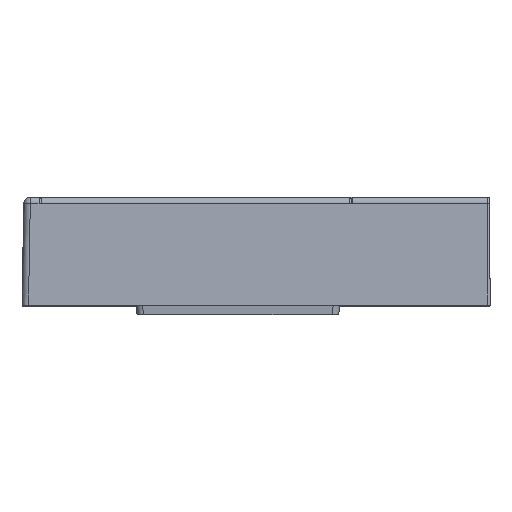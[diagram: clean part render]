
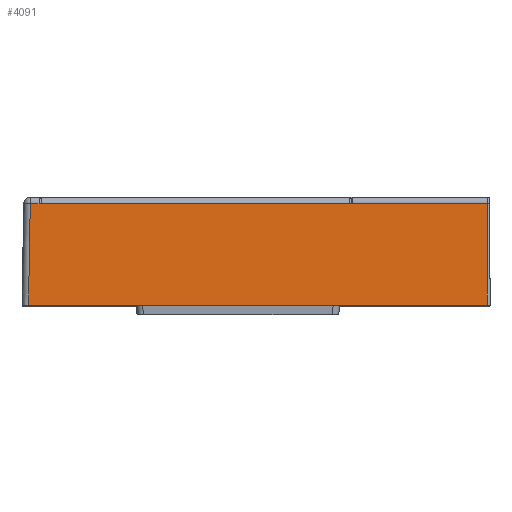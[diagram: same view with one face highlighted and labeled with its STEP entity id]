
A CAD part, top view. The second image highlights one B-rep face of the part: STEP entity #4091.
In plain terms, the highlighted planar face has unit normal (0, 0.018, 1).
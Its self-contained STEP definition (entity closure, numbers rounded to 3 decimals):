
#103 = LINE ( 'NONE', #1869, #739 ) ;
#170 = DIRECTION ( 'NONE',  ( 1., 0., 0. ) ) ;
#240 = ORIENTED_EDGE ( 'NONE', *, *, #4397, .T. ) ;
#354 = VECTOR ( 'NONE', #170, 1000. ) ;
#469 = DIRECTION ( 'NONE',  ( -1., 0., 0. ) ) ;
#558 = CARTESIAN_POINT ( 'NONE',  ( -152.229, 77.953, 248.639 ) ) ;
#739 = VECTOR ( 'NONE', #3635, 1000. ) ;
#756 = VECTOR ( 'NONE', #4344, 1000. ) ;
#772 = ORIENTED_EDGE ( 'NONE', *, *, #2254, .T. ) ;
#799 = LINE ( 'NONE', #2577, #756 ) ;
#880 = CARTESIAN_POINT ( 'NONE',  ( -150.849, 77.886, 248.641 ) ) ;
#959 = LINE ( 'NONE', #2748, #3189 ) ;
#1024 = ORIENTED_EDGE ( 'NONE', *, *, #3582, .T. ) ;
#1054 = ORIENTED_EDGE ( 'NONE', *, *, #5325, .T. ) ;
#1096 = ORIENTED_EDGE ( 'NONE', *, *, #4386, .T. ) ;
#1103 = VERTEX_POINT ( 'NONE', #4498 ) ;
#1333 = CARTESIAN_POINT ( 'NONE',  ( 86.778, 77.886, 248.641 ) ) ;
#1350 = CARTESIAN_POINT ( 'NONE',  ( -166.051, 0., 250. ) ) ;
#1541 = VERTEX_POINT ( 'NONE', #880 ) ;
#1748 = CARTESIAN_POINT ( 'NONE',  ( 191.949, 0., 250. ) ) ;
#1869 = CARTESIAN_POINT ( 'NONE',  ( -161.054, -0.087, 250.002 ) ) ;
#1878 = CARTESIAN_POINT ( 'NONE',  ( 191.949, 0., 250. ) ) ;
#1980 = VERTEX_POINT ( 'NONE', #4712 ) ;
#1993 = VECTOR ( 'NONE', #3512, 1000. ) ;
#2208 = ORIENTED_EDGE ( 'NONE', *, *, #3682, .T. ) ;
#2254 = EDGE_CURVE ( 'NONE', #3398, #4698, #2387, .T. ) ;
#2334 = CARTESIAN_POINT ( 'NONE',  ( -152.943, 78.087, 248.637 ) ) ;
#2387 = LINE ( 'NONE', #4155, #354 ) ;
#2502 = CARTESIAN_POINT ( 'NONE',  ( -161.052, 0., 250. ) ) ;
#2577 = CARTESIAN_POINT ( 'NONE',  ( -164.602, 78.087, 248.637 ) ) ;
#2690 = LINE ( 'NONE', #4455, #4226 ) ;
#2748 = CARTESIAN_POINT ( 'NONE',  ( -164.602, 78.087, 248.637 ) ) ;
#2778 = CARTESIAN_POINT ( 'NONE',  ( -150.849, 77.886, 248.641 ) ) ;
#2864 = VERTEX_POINT ( 'NONE', #4193 ) ;
#2901 = VERTEX_POINT ( 'NONE', #2926 ) ;
#2926 = CARTESIAN_POINT ( 'NONE',  ( 87.965, 78.087, 248.637 ) ) ;
#3001 = EDGE_CURVE ( 'NONE', #5551, #1980, #799, .T. ) ;
#3124 = CARTESIAN_POINT ( 'NONE',  ( 86.181, 77.886, 248.641 ) ) ;
#3139 = DIRECTION ( 'NONE',  ( 0., 0.017, 1. ) ) ;
#3189 = VECTOR ( 'NONE', #4514, 1000. ) ;
#3398 = VERTEX_POINT ( 'NONE', #2502 ) ;
#3512 = DIRECTION ( 'NONE',  ( 0., 1., -0.017 ) ) ;
#3544 = CARTESIAN_POINT ( 'NONE',  ( 87.965, 78.087, 248.637 ) ) ;
#3563 = FACE_OUTER_BOUND ( 'NONE', #4673, .T. ) ;
#3582 = EDGE_CURVE ( 'NONE', #2901, #1103, #5332, .T. ) ;
#3635 = DIRECTION ( 'NONE',  ( -0.017, -1., 0.017 ) ) ;
#3682 = EDGE_CURVE ( 'NONE', #1980, #3398, #103, .T. ) ;
#3714 = ORIENTED_EDGE ( 'NONE', *, *, #5367, .T. ) ;
#4091 = ADVANCED_FACE ( 'NONE', ( #3563 ), #5369, .T. ) ;
#4155 = CARTESIAN_POINT ( 'NONE',  ( -166.051, 0., 250. ) ) ;
#4193 = CARTESIAN_POINT ( 'NONE',  ( 191.949, 78.087, 248.637 ) ) ;
#4226 = VECTOR ( 'NONE', #469, 1000. ) ;
#4344 = DIRECTION ( 'NONE',  ( -1., 0., 0. ) ) ;
#4386 = EDGE_CURVE ( 'NONE', #2864, #2901, #959, .T. ) ;
#4397 = EDGE_CURVE ( 'NONE', #1541, #5551, #5709, .T. ) ;
#4455 = CARTESIAN_POINT ( 'NONE',  ( -166.051, 77.886, 248.641 ) ) ;
#4498 = CARTESIAN_POINT ( 'NONE',  ( 86.181, 77.886, 248.641 ) ) ;
#4514 = DIRECTION ( 'NONE',  ( -1., 0., 0. ) ) ;
#4543 = CARTESIAN_POINT ( 'NONE',  ( -151.529, 77.886, 248.641 ) ) ;
#4673 = EDGE_LOOP ( 'NONE', ( #772, #1054, #1096, #1024, #3714, #240, #4819, #2208 ) ) ;
#4698 = VERTEX_POINT ( 'NONE', #1878 ) ;
#4712 = CARTESIAN_POINT ( 'NONE',  ( -159.689, 78.087, 248.637 ) ) ;
#4819 = ORIENTED_EDGE ( 'NONE', *, *, #3001, .T. ) ;
#4920 = DIRECTION ( 'NONE',  ( 0., -1., 0.017 ) ) ;
#5325 = EDGE_CURVE ( 'NONE', #4698, #2864, #5755, .T. ) ;
#5332 =( BOUNDED_CURVE ( )  B_SPLINE_CURVE ( 3, ( #3544, #5351, #1333, #3124 ),
 .UNSPECIFIED., .F., .T. ) 
 B_SPLINE_CURVE_WITH_KNOTS ( ( 4, 4 ),
 ( 2.92, 3.099 ),
 .UNSPECIFIED. ) 
 CURVE ( )  GEOMETRIC_REPRESENTATION_ITEM ( )  RATIONAL_B_SPLINE_CURVE ( ( 1., 0.997, 0.997, 1. ) ) 
 REPRESENTATION_ITEM ( '' )  );
#5351 = CARTESIAN_POINT ( 'NONE',  ( 87.374, 77.953, 248.639 ) ) ;
#5367 = EDGE_CURVE ( 'NONE', #1103, #1541, #2690, .T. ) ;
#5369 = PLANE ( 'NONE',  #5737 ) ;
#5544 = CARTESIAN_POINT ( 'NONE',  ( -152.943, 78.087, 248.637 ) ) ;
#5551 = VERTEX_POINT ( 'NONE', #5544 ) ;
#5709 =( BOUNDED_CURVE ( )  B_SPLINE_CURVE ( 3, ( #2778, #4543, #558, #2334 ),
 .UNSPECIFIED., .F., .T. ) 
 B_SPLINE_CURVE_WITH_KNOTS ( ( 4, 4 ),
 ( 3.696, 3.875 ),
 .UNSPECIFIED. ) 
 CURVE ( )  GEOMETRIC_REPRESENTATION_ITEM ( )  RATIONAL_B_SPLINE_CURVE ( ( 1., 0.997, 0.997, 1. ) ) 
 REPRESENTATION_ITEM ( '' )  );
#5737 = AXIS2_PLACEMENT_3D ( 'NONE', #1350, #3139, #4920 ) ;
#5755 = LINE ( 'NONE', #1748, #1993 ) ;
